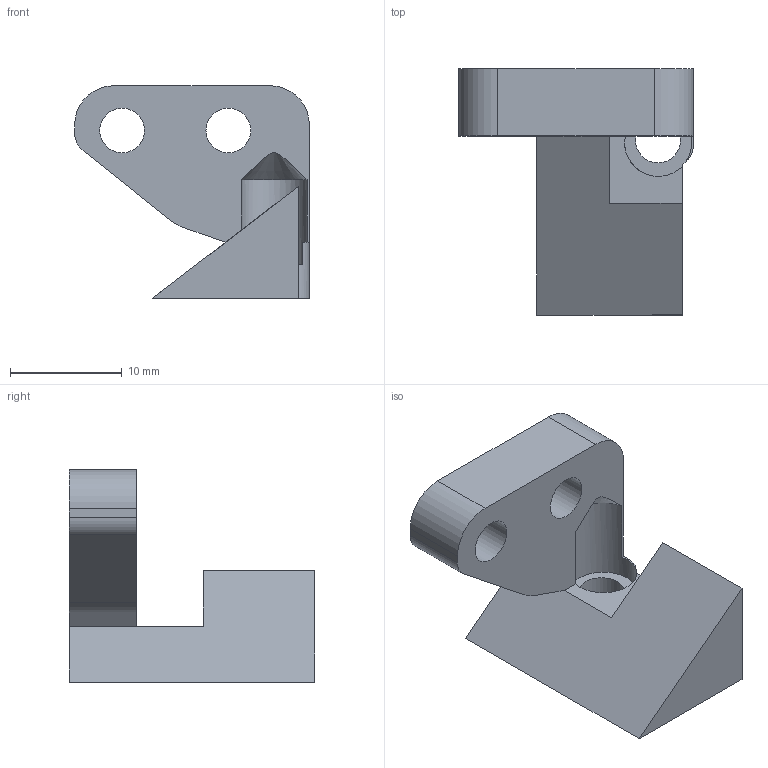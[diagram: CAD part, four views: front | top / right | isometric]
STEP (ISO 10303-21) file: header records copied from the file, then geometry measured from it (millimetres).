
FILE_DESCRIPTION(/* description */ (''),/* implementation_level */ '2;1');
FILE_NAME(/* name */ 'z-endstop ender 3 v3.step',/* time_stamp */ '2025-11-08T21:52:28+01:00',/* author */ (''),/* organization */ (''),/* preprocessor_version */ 'ST-DEVELOPER v20.1',/* originating_system */ 'Autodesk Translation Framework v14.21.0.0',/* authorisation */ '');
FILE_SCHEMA (('AUTOMOTIVE_DESIGN { 1 0 10303 214 3 1 1 }'));
Length unit declared in the file: millimetre
Products named in the file (1): z-endstop ender 3 v3
Bounding box: 21 x 22 x 19 mm (x, y, z)
Volume: 2296.9 mm3; surface area: 1907.4 mm2
Topology: 1 solids, 1 shells, 30 faces, 77 edges, 51 vertices
Faces by surface type: plane 18, cylinder 11, cone 1
Full cylindrical faces by diameter (mm): 4 x3, 6 x2
Entity records: 962 total; most frequent: DIRECTION 163, CARTESIAN_POINT 163, ORIENTED_EDGE 154, EDGE_CURVE 77, AXIS2_PLACEMENT_3D 57, VERTEX_POINT 51, LINE 49, VECTOR 49
